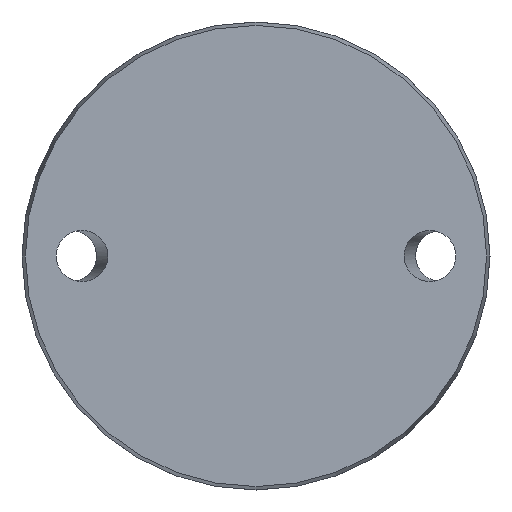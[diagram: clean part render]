
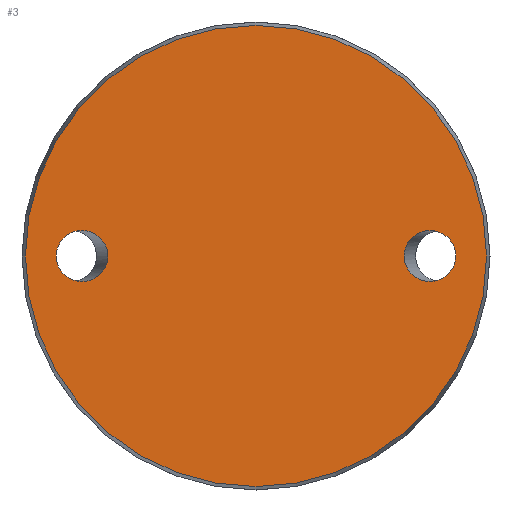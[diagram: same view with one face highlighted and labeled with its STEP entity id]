
A CAD part, front view. The second image highlights one B-rep face of the part: STEP entity #3.
In plain terms, the highlighted planar face has unit normal (0, -1, 0).
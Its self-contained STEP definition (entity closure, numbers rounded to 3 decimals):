
#3 = ADVANCED_FACE ( 'NONE', ( #643, #66, #774 ), #339, .F. ) ;
#4 = EDGE_LOOP ( 'NONE', ( #433 ) ) ;
#17 = EDGE_CURVE ( 'NONE', #457, #457, #762, .T. ) ;
#66 = FACE_BOUND ( 'NONE', #746, .T. ) ;
#121 = CARTESIAN_POINT ( 'NONE',  ( -33.309, 0., 0. ) ) ;
#130 = CARTESIAN_POINT ( 'NONE',  ( -33.309, 0., -8.5 ) ) ;
#147 = DIRECTION ( 'NONE',  ( 0., -1., 0. ) ) ;
#162 = ORIENTED_EDGE ( 'NONE', *, *, #495, .F. ) ;
#164 = CARTESIAN_POINT ( 'NONE',  ( 33.309, 0., -8.5 ) ) ;
#208 = CARTESIAN_POINT ( 'NONE',  ( -24.691, 0., -8.5 ) ) ;
#219 =( BOUNDED_CURVE ( )  B_SPLINE_CURVE ( 3, ( #805, #446, #164, #729, #308, #721, #361 ),
 .UNSPECIFIED., .T., .T. ) 
 B_SPLINE_CURVE_WITH_KNOTS ( ( 4, 3, 4 ),
 ( 0., 3.142, 6.283 ),
 .UNSPECIFIED. ) 
 CURVE ( )  GEOMETRIC_REPRESENTATION_ITEM ( )  RATIONAL_B_SPLINE_CURVE ( ( 1., 0.333, 0.333, 1., 0.333, 0.333, 1. ) ) 
 REPRESENTATION_ITEM ( '' )  );
#308 = CARTESIAN_POINT ( 'NONE',  ( 33.309, 0., 8.5 ) ) ;
#339 = PLANE ( 'NONE',  #377 ) ;
#361 = CARTESIAN_POINT ( 'NONE',  ( 24.691, 0., 0. ) ) ;
#377 = AXIS2_PLACEMENT_3D ( 'NONE', #546, #901, #841 ) ;
#433 = ORIENTED_EDGE ( 'NONE', *, *, #698, .T. ) ;
#446 = CARTESIAN_POINT ( 'NONE',  ( 24.691, 0., -8.5 ) ) ;
#457 = VERTEX_POINT ( 'NONE', #828 ) ;
#464 = AXIS2_PLACEMENT_3D ( 'NONE', #658, #147, #804 ) ;
#472 = CARTESIAN_POINT ( 'NONE',  ( -33.309, 0., 8.5 ) ) ;
#483 = CARTESIAN_POINT ( 'NONE',  ( 24.691, 0., 0. ) ) ;
#492 = VERTEX_POINT ( 'NONE', #637 ) ;
#495 = EDGE_CURVE ( 'NONE', #501, #501, #219, .T. ) ;
#501 = VERTEX_POINT ( 'NONE', #483 ) ;
#546 = CARTESIAN_POINT ( 'NONE',  ( -38.425, 0., 0. ) ) ;
#590 = EDGE_LOOP ( 'NONE', ( #638 ) ) ;
#637 = CARTESIAN_POINT ( 'NONE',  ( 0., 0., -38.425 ) ) ;
#638 = ORIENTED_EDGE ( 'NONE', *, *, #17, .T. ) ;
#643 = FACE_BOUND ( 'NONE', #590, .T. ) ;
#658 = CARTESIAN_POINT ( 'NONE',  ( 0., 0., 0. ) ) ;
#698 = EDGE_CURVE ( 'NONE', #492, #492, #867, .T. ) ;
#701 = CARTESIAN_POINT ( 'NONE',  ( -33.309, 0., 0. ) ) ;
#721 = CARTESIAN_POINT ( 'NONE',  ( 24.691, 0., 8.5 ) ) ;
#729 = CARTESIAN_POINT ( 'NONE',  ( 33.309, 0., 0. ) ) ;
#746 = EDGE_LOOP ( 'NONE', ( #162 ) ) ;
#762 =( BOUNDED_CURVE ( )  B_SPLINE_CURVE ( 3, ( #121, #472, #778, #765, #208, #130, #701 ),
 .UNSPECIFIED., .T., .F. ) 
 B_SPLINE_CURVE_WITH_KNOTS ( ( 4, 3, 4 ),
 ( 0., 3.142, 6.283 ),
 .UNSPECIFIED. ) 
 CURVE ( )  GEOMETRIC_REPRESENTATION_ITEM ( )  RATIONAL_B_SPLINE_CURVE ( ( 1., 0.333, 0.333, 1., 0.333, 0.333, 1. ) ) 
 REPRESENTATION_ITEM ( '' )  );
#765 = CARTESIAN_POINT ( 'NONE',  ( -24.691, 0., 0. ) ) ;
#774 = FACE_OUTER_BOUND ( 'NONE', #4, .T. ) ;
#778 = CARTESIAN_POINT ( 'NONE',  ( -24.691, 0., 8.5 ) ) ;
#804 = DIRECTION ( 'NONE',  ( 0., 0., -1. ) ) ;
#805 = CARTESIAN_POINT ( 'NONE',  ( 24.691, 0., 0. ) ) ;
#828 = CARTESIAN_POINT ( 'NONE',  ( -33.309, 0., 0. ) ) ;
#841 = DIRECTION ( 'NONE',  ( 0., 0., 1. ) ) ;
#867 = CIRCLE ( 'NONE', #464, 38.425 ) ;
#901 = DIRECTION ( 'NONE',  ( 0., 1., 0. ) ) ;
